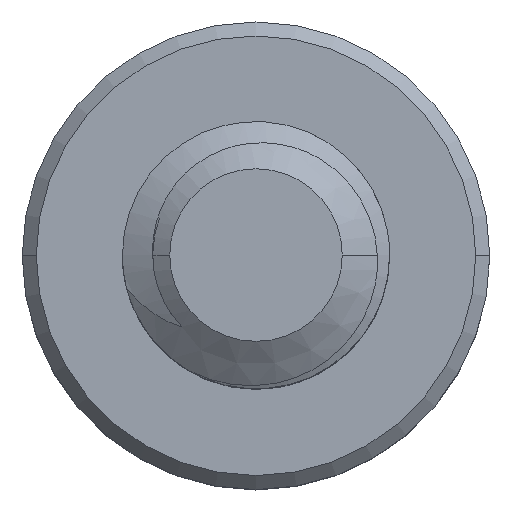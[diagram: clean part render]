
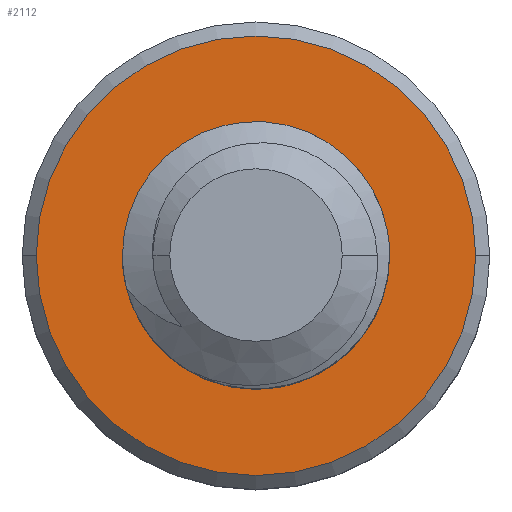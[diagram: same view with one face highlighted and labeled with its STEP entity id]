
A CAD part, top view. The second image highlights one B-rep face of the part: STEP entity #2112.
In plain terms, the highlighted planar face has unit normal (0, 0, 1).
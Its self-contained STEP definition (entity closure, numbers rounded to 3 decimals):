
#245 = CARTESIAN_POINT ( 'NONE',  ( 2., 0., -6. ) ) ;
#276 = CARTESIAN_POINT ( 'NONE',  ( 3.29, 0., -6. ) ) ;
#292 = CARTESIAN_POINT ( 'NONE',  ( -3.29, 0., -6. ) ) ;
#374 = CARTESIAN_POINT ( 'NONE',  ( -2., 0., -6. ) ) ;
#407 = DIRECTION ( 'NONE',  ( -1., 0., 0. ) ) ;
#408 = DIRECTION ( 'NONE',  ( 0., 0., 1. ) ) ;
#409 = CARTESIAN_POINT ( 'NONE',  ( 0., 0., -6. ) ) ;
#530 = CARTESIAN_POINT ( 'NONE',  ( 0., 0., -6. ) ) ;
#571 = DIRECTION ( 'NONE',  ( 1., 0., 0. ) ) ;
#579 = DIRECTION ( 'NONE',  ( 0., 0., 1. ) ) ;
#593 = DIRECTION ( 'NONE',  ( 1., 0., 0. ) ) ;
#602 = DIRECTION ( 'NONE',  ( 0., 0., 1. ) ) ;
#663 = DIRECTION ( 'NONE',  ( -1., 0., 0. ) ) ;
#779 = CARTESIAN_POINT ( 'NONE',  ( 0., 0., -6. ) ) ;
#807 = CARTESIAN_POINT ( 'NONE',  ( 0., 0., -6. ) ) ;
#916 = DIRECTION ( 'NONE',  ( 0., 0., 1. ) ) ;
#1037 = PLANE ( 'NONE',  #1578 ) ;
#1056 = DIRECTION ( 'NONE',  ( 0., 0., -1. ) ) ;
#1083 = DIRECTION ( 'NONE',  ( -1., 0., 0. ) ) ;
#1108 = CARTESIAN_POINT ( 'NONE',  ( 0., 0., -6. ) ) ;
#1230 = FACE_OUTER_BOUND ( 'NONE', #2631, .T. ) ;
#1232 = FACE_BOUND ( 'NONE', #2743, .T. ) ;
#1311 = CIRCLE ( 'NONE', #1522, 3.29 ) ;
#1325 = CIRCLE ( 'NONE', #1636, 2. ) ;
#1369 = CIRCLE ( 'NONE', #1529, 2. ) ;
#1410 = CIRCLE ( 'NONE', #1635, 3.29 ) ;
#1522 = AXIS2_PLACEMENT_3D ( 'NONE', #409, #408, #407 ) ;
#1529 = AXIS2_PLACEMENT_3D ( 'NONE', #530, #579, #571 ) ;
#1578 = AXIS2_PLACEMENT_3D ( 'NONE', #1108, #1056, #1083 ) ;
#1589 = EDGE_CURVE ( 'NONE', #2029, #2014, #1410, .T. ) ;
#1605 = EDGE_CURVE ( 'NONE', #1972, #2060, #1325, .T. ) ;
#1635 = AXIS2_PLACEMENT_3D ( 'NONE', #779, #916, #663 ) ;
#1636 = AXIS2_PLACEMENT_3D ( 'NONE', #807, #602, #593 ) ;
#1647 = EDGE_CURVE ( 'NONE', #2060, #1972, #1369, .T. ) ;
#1720 = EDGE_CURVE ( 'NONE', #2014, #2029, #1311, .T. ) ;
#1972 = VERTEX_POINT ( 'NONE', #374 ) ;
#2014 = VERTEX_POINT ( 'NONE', #292 ) ;
#2029 = VERTEX_POINT ( 'NONE', #276 ) ;
#2060 = VERTEX_POINT ( 'NONE', #245 ) ;
#2112 = ADVANCED_FACE ( 'NONE', ( #1230, #1232 ), #1037, .F. ) ;
#2631 = EDGE_LOOP ( 'NONE', ( #2707, #2973 ) ) ;
#2696 = ORIENTED_EDGE ( 'NONE', *, *, #1647, .F. ) ;
#2707 = ORIENTED_EDGE ( 'NONE', *, *, #1720, .T. ) ;
#2743 = EDGE_LOOP ( 'NONE', ( #2696, #2838 ) ) ;
#2838 = ORIENTED_EDGE ( 'NONE', *, *, #1605, .F. ) ;
#2973 = ORIENTED_EDGE ( 'NONE', *, *, #1589, .T. ) ;
